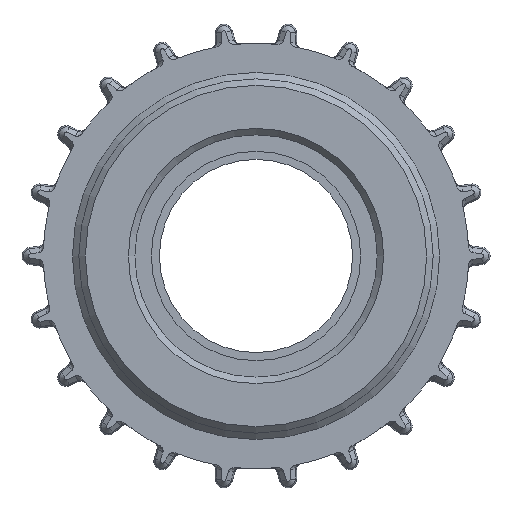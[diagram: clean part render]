
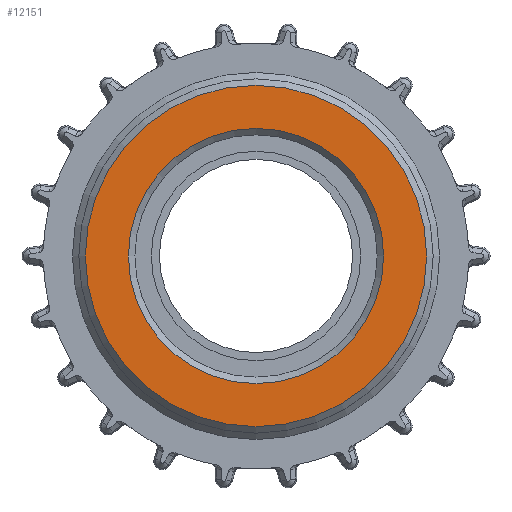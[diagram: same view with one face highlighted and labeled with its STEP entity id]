
A CAD part, left-side view. The second image highlights one B-rep face of the part: STEP entity #12151.
In plain terms, the highlighted planar face has unit normal (-1, 0, 0).
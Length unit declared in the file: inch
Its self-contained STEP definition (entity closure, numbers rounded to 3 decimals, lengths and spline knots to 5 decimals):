
#1193=FACE_BOUND('',#2144,.T.);
#1199=PLANE('',#12934);
#1382=FACE_OUTER_BOUND('',#2143,.T.);
#2143=EDGE_LOOP('',(#7690));
#2144=EDGE_LOOP('',(#7691));
#4243=CIRCLE('',#12932,0.41732);
#4245=CIRCLE('',#12935,0.31201);
#4787=VERTEX_POINT('',#17160);
#4789=VERTEX_POINT('',#17166);
#5859=EDGE_CURVE('',#4787,#4787,#4243,.T.);
#5862=EDGE_CURVE('',#4789,#4789,#4245,.T.);
#7690=ORIENTED_EDGE('',*,*,#5859,.F.);
#7691=ORIENTED_EDGE('',*,*,#5862,.F.);
#12151=ADVANCED_FACE('',(#1382,#1193),#1199,.T.);
#12932=AXIS2_PLACEMENT_3D('',#17161,#14121,#14122);
#12934=AXIS2_PLACEMENT_3D('',#17165,#14126,#14127);
#12935=AXIS2_PLACEMENT_3D('',#17167,#14128,#14129);
#14121=DIRECTION('center_axis',(1.,0.,0.));
#14122=DIRECTION('ref_axis',(0.,0.,
-1.));
#14126=DIRECTION('center_axis',(-1.,0.,0.));
#14127=DIRECTION('ref_axis',(0.,0.,1.));
#14128=DIRECTION('center_axis',(-1.,0.,0.));
#14129=DIRECTION('ref_axis',(0.,0.,
-1.));
#17160=CARTESIAN_POINT('',(0.03937,0.,0.41732));
#17161=CARTESIAN_POINT('Origin',(0.03937,0.,
0.));
#17165=CARTESIAN_POINT('Origin',(0.03937,0.,
0.));
#17166=CARTESIAN_POINT('',(0.03937,0.,0.31201));
#17167=CARTESIAN_POINT('Origin',(0.03937,0.,
0.));
